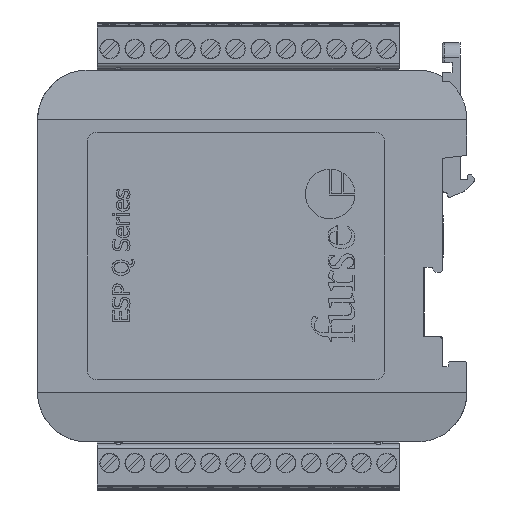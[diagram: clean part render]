
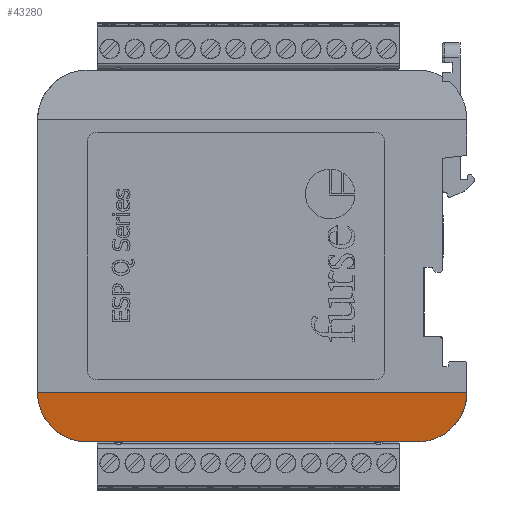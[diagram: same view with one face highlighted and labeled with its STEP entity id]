
A CAD part, front view. The second image highlights one B-rep face of the part: STEP entity #43280.
In plain terms, the highlighted planar face has unit normal (0, -0.989, -0.148).
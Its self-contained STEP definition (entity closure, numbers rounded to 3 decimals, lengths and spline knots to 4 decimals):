
#18=ELLIPSE($,#45718,1.0112,1.);
#19=ELLIPSE($,#45719,1.0112,1.);
#4214=FACE_OUTER_BOUND($,#6756,.T.);
#6756=EDGE_LOOP($,(#36812,#36813,#36814,#36815));
#10867=LINE($,#68517,#15067);
#11602=LINE($,#74396,#15802);
#15067=VECTOR($,#52899,6.66);
#15802=VECTOR($,#54408,8.66);
#18890=VERTEX_POINT($,#68515);
#18891=VERTEX_POINT($,#68516);
#19657=VERTEX_POINT($,#74393);
#19658=VERTEX_POINT($,#74395);
#24232=EDGE_CURVE($,#18890,#18891,#10867,.T.);
#25404=EDGE_CURVE($,#19657,#19658,#11602,.T.);
#25438=EDGE_CURVE($,#18891,#19657,#18,.T.);
#25439=EDGE_CURVE($,#19658,#18890,#19,.T.);
#36812=ORIENTED_EDGE($,*,*,#25438,.F.);
#36813=ORIENTED_EDGE($,*,*,#24232,.F.);
#36814=ORIENTED_EDGE($,*,*,#25439,.F.);
#36815=ORIENTED_EDGE($,*,*,#25404,.F.);
#38722=PLANE($,#45717);
#43280=ADVANCED_FACE($,(#4214),#38722,.F.);
#45717=AXIS2_PLACEMENT_3D($,#74465,#54488,#54489);
#45718=AXIS2_PLACEMENT_3D($,#74466,#54490,#54491);
#45719=AXIS2_PLACEMENT_3D($,#74467,#54492,#54493);
#52899=DIRECTION($,(-1.,0.,0.));
#54408=DIRECTION($,(1.,0.,0.));
#54488=DIRECTION('center_axis',(0.,0.989,
0.148));
#54489=DIRECTION('ref_axis',(0.,-0.148,0.989));
#54490=DIRECTION('center_axis',(0.,0.989,
0.148));
#54491=DIRECTION('ref_axis',(0.,0.148,-0.989));
#54492=DIRECTION('center_axis',(0.,0.989,
0.148));
#54493=DIRECTION('ref_axis',(0.,0.148,-0.989));
#68515=CARTESIAN_POINT('',(2.0769,0.3325,-2.7389));
#68516=CARTESIAN_POINT('',(-4.5831,0.3325,-2.7389));
#68517=CARTESIAN_POINT($,(-1.2531,0.3325,-2.7389));
#74393=CARTESIAN_POINT('',(-5.5831,0.1825,-1.7389));
#74395=CARTESIAN_POINT('',(3.0769,0.1825,-1.7389));
#74396=CARTESIAN_POINT($,(-3.4181,0.1825,-1.7389));
#74465=CARTESIAN_POINT('Origin',(-5.5831,0.3325,-2.7389));
#74466=CARTESIAN_POINT('Origin',(-4.5831,0.1825,-1.7389));
#74467=CARTESIAN_POINT('Origin',(2.0769,0.1825,-1.7389));
